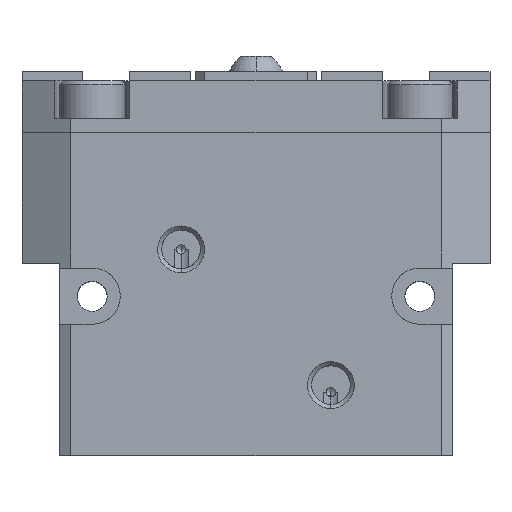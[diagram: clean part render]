
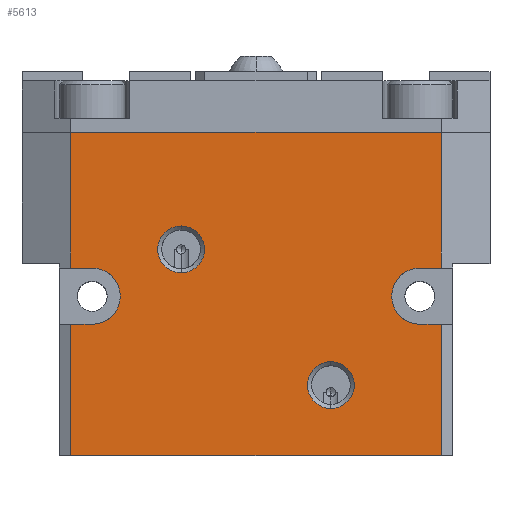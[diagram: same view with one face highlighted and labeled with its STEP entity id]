
A CAD part, top view. The second image highlights one B-rep face of the part: STEP entity #5613.
In plain terms, the highlighted planar face has unit normal (0, 0, 1).
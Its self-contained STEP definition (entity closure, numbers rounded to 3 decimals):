
#2025 = VERTEX_POINT( '', #5854 );
#2213 = VERTEX_POINT( '', #6064 );
#2475 = VERTEX_POINT( '', #6352 );
#2801 = VERTEX_POINT( '', #6712 );
#3049 = EDGE_CURVE( '', #3707, #2213, #6995, .T. );
#3093 = EDGE_CURVE( '', #2475, #3761, #7041, .T. );
#3151 = VERTEX_POINT( '', #7105 );
#3417 = VERTEX_POINT( '', #7417 );
#3527 = EDGE_CURVE( '', #5281, #4231, #7542, .T. );
#3593 = EDGE_CURVE( '', #4231, #5281, #7615, .T. );
#3665 = VERTEX_POINT( '', #7697 );
#3703 = VERTEX_POINT( '', #7738 );
#3707 = VERTEX_POINT( '', #7742 );
#3727 = EDGE_CURVE( '', #2025, #2801, #7762, .T. );
#3755 = VERTEX_POINT( '', #7796 );
#3757 = EDGE_CURVE( '', #3755, #3707, #7798, .T. );
#3761 = VERTEX_POINT( '', #7802 );
#3969 = VERTEX_POINT( '', #8033 );
#4013 = EDGE_CURVE( '', #3417, #3755, #8080, .T. );
#4141 = EDGE_CURVE( '', #4657, #3665, #8224, .T. );
#4231 = VERTEX_POINT( '', #8325 );
#4287 = EDGE_CURVE( '', #3969, #3151, #8386, .T. );
#4657 = VERTEX_POINT( '', #8792 );
#4889 = EDGE_CURVE( '', #5371, #3417, #9051, .T. );
#5103 = EDGE_CURVE( '', #2801, #2025, #9282, .T. );
#5137 = EDGE_CURVE( '', #3761, #3969, #9317, .T. );
#5275 = EDGE_CURVE( '', #5371, #3665, #9467, .T. );
#5281 = VERTEX_POINT( '', #9473 );
#5371 = VERTEX_POINT( '', #9572 );
#5613 = ADVANCED_FACE( '', ( #9836, #9837, #9838 ), #9839, .T. );
#5621 = EDGE_CURVE( '', #3703, #4657, #9847, .T. );
#5653 = EDGE_CURVE( '', #2213, #2475, #9884, .T. );
#5705 = EDGE_CURVE( '', #3151, #3703, #9942, .T. );
#5854 = CARTESIAN_POINT( '', ( -8., 19.5, 16. ) );
#6064 = CARTESIAN_POINT( '', ( 19.804, 20., 16. ) );
#6352 = CARTESIAN_POINT( '', ( 19.804, 34.49, 16. ) );
#6712 = CARTESIAN_POINT( '', ( -8., 24.5, 16. ) );
#6995 = LINE( '', #11843, #11844 );
#7041 = LINE( '', #11914, #11915 );
#7105 = CARTESIAN_POINT( '', ( -17.5, 20., 16. ) );
#7417 = CARTESIAN_POINT( '', ( 19.804, 14., 16. ) );
#7542 = CIRCLE( '', #12672, 2.5 );
#7615 = CIRCLE( '', #12767, 2.5 );
#7697 = CARTESIAN_POINT( '', ( -19.804, 0., 16. ) );
#7738 = CARTESIAN_POINT( '', ( -17.5, 14., 16. ) );
#7742 = CARTESIAN_POINT( '', ( 17.5, 20., 16. ) );
#7762 = CIRCLE( '', #12974, 2.5 );
#7796 = CARTESIAN_POINT( '', ( 17.5, 14., 16. ) );
#7798 = CIRCLE( '', #13021, 3. );
#7802 = CARTESIAN_POINT( '', ( -19.804, 34.49, 16. ) );
#8033 = CARTESIAN_POINT( '', ( -19.804, 20., 16. ) );
#8080 = LINE( '', #13422, #13423 );
#8224 = LINE( '', #13627, #13628 );
#8325 = CARTESIAN_POINT( '', ( 8., 5., 16. ) );
#8386 = LINE( '', #13845, #13846 );
#8792 = CARTESIAN_POINT( '', ( -19.804, 14., 16. ) );
#9051 = LINE( '', #14794, #14795 );
#9282 = CIRCLE( '', #15132, 2.5 );
#9317 = LINE( '', #15184, #15185 );
#9467 = LINE( '', #15427, #15428 );
#9473 = CARTESIAN_POINT( '', ( 8., 10., 16. ) );
#9572 = CARTESIAN_POINT( '', ( 19.804, 0., 16. ) );
#9836 = FACE_OUTER_BOUND( '', #15964, .T. );
#9837 = FACE_BOUND( '', #15965, .T. );
#9838 = FACE_BOUND( '', #15966, .T. );
#9839 = PLANE( '', #15967 );
#9847 = LINE( '', #15976, #15977 );
#9884 = LINE( '', #16068, #16069 );
#9942 = CIRCLE( '', #16143, 3. );
#11843 = CARTESIAN_POINT( '', ( 26.25, 20., 16. ) );
#11844 = VECTOR( '', #17606, 1. );
#11914 = CARTESIAN_POINT( '', ( 12.5, 34.49, 16. ) );
#11915 = VECTOR( '', #17647, 1. );
#12672 = AXIS2_PLACEMENT_3D( '', #18292, #18293, #18294 );
#12767 = AXIS2_PLACEMENT_3D( '', #18373, #18374, #18375 );
#12974 = AXIS2_PLACEMENT_3D( '', #18538, #18539, #18540 );
#13021 = AXIS2_PLACEMENT_3D( '', #18601, #18602, #18603 );
#13422 = CARTESIAN_POINT( '', ( 21.25, 14., 16. ) );
#13423 = VECTOR( '', #18905, 1. );
#13627 = CARTESIAN_POINT( '', ( -19.804, 20., 16. ) );
#13628 = VECTOR( '', #19073, 1. );
#13845 = CARTESIAN_POINT( '', ( 3.75, 20., 16. ) );
#13846 = VECTOR( '', #19240, 1. );
#14794 = CARTESIAN_POINT( '', ( 19.804, 20., 16. ) );
#14795 = VECTOR( '', #19983, 1. );
#15132 = AXIS2_PLACEMENT_3D( '', #20193, #20194, #20195 );
#15184 = CARTESIAN_POINT( '', ( -19.804, 20., 16. ) );
#15185 = VECTOR( '', #20221, 1. );
#15427 = CARTESIAN_POINT( '', ( 25., 0., 16. ) );
#15428 = VECTOR( '', #20352, 1. );
#15964 = EDGE_LOOP( '', ( #20720, #20721, #20722, #20723, #20724, #20725, #20726, #20727, #20728, #20729, #20730, #20731 ) );
#15965 = EDGE_LOOP( '', ( #20732, #20733 ) );
#15966 = EDGE_LOOP( '', ( #20734, #20735 ) );
#15967 = AXIS2_PLACEMENT_3D( '', #20736, #20737, #20738 );
#15976 = CARTESIAN_POINT( '', ( -1.25, 14., 16. ) );
#15977 = VECTOR( '', #20739, 1. );
#16068 = CARTESIAN_POINT( '', ( 19.804, 20., 16. ) );
#16069 = VECTOR( '', #20790, 1. );
#16143 = AXIS2_PLACEMENT_3D( '', #20860, #20861, #20862 );
#17606 = DIRECTION( '', ( 1., 0., 0. ) );
#17647 = DIRECTION( '', ( -1., 0., 0. ) );
#18292 = CARTESIAN_POINT( '', ( 8., 7.5, 16. ) );
#18293 = DIRECTION( '', ( 0., 0., -1. ) );
#18294 = DIRECTION( '', ( 0., 1., 0. ) );
#18373 = CARTESIAN_POINT( '', ( 8., 7.5, 16. ) );
#18374 = DIRECTION( '', ( 0., 0., -1. ) );
#18375 = DIRECTION( '', ( 0., 1., 0. ) );
#18538 = CARTESIAN_POINT( '', ( -8., 22., 16. ) );
#18539 = DIRECTION( '', ( 0., 0., -1. ) );
#18540 = DIRECTION( '', ( 0., 1., 0. ) );
#18601 = CARTESIAN_POINT( '', ( 17.5, 17., 16. ) );
#18602 = DIRECTION( '', ( 0., 0., -1. ) );
#18603 = DIRECTION( '', ( 0., 1., 0. ) );
#18905 = DIRECTION( '', ( -1., 0., 0. ) );
#19073 = DIRECTION( '', ( 0., -1., 0. ) );
#19240 = DIRECTION( '', ( 1., 0., 0. ) );
#19983 = DIRECTION( '', ( 0., 1., 0. ) );
#20193 = CARTESIAN_POINT( '', ( -8., 22., 16. ) );
#20194 = DIRECTION( '', ( 0., 0., -1. ) );
#20195 = DIRECTION( '', ( 0., 1., 0. ) );
#20221 = DIRECTION( '', ( 0., -1., 0. ) );
#20352 = DIRECTION( '', ( -1., 0., 0. ) );
#20720 = ORIENTED_EDGE( '', *, *, #3093, .T. );
#20721 = ORIENTED_EDGE( '', *, *, #5137, .T. );
#20722 = ORIENTED_EDGE( '', *, *, #4287, .T. );
#20723 = ORIENTED_EDGE( '', *, *, #5705, .T. );
#20724 = ORIENTED_EDGE( '', *, *, #5621, .T. );
#20725 = ORIENTED_EDGE( '', *, *, #4141, .T. );
#20726 = ORIENTED_EDGE( '', *, *, #5275, .F. );
#20727 = ORIENTED_EDGE( '', *, *, #4889, .T. );
#20728 = ORIENTED_EDGE( '', *, *, #4013, .T. );
#20729 = ORIENTED_EDGE( '', *, *, #3757, .T. );
#20730 = ORIENTED_EDGE( '', *, *, #3049, .T. );
#20731 = ORIENTED_EDGE( '', *, *, #5653, .T. );
#20732 = ORIENTED_EDGE( '', *, *, #3527, .T. );
#20733 = ORIENTED_EDGE( '', *, *, #3593, .T. );
#20734 = ORIENTED_EDGE( '', *, *, #5103, .T. );
#20735 = ORIENTED_EDGE( '', *, *, #3727, .T. );
#20736 = CARTESIAN_POINT( '', ( 25., 40., 16. ) );
#20737 = DIRECTION( '', ( 0., 0., 1. ) );
#20738 = DIRECTION( '', ( 0., 1., 0. ) );
#20739 = DIRECTION( '', ( -1., 0., 0. ) );
#20790 = DIRECTION( '', ( 0., 1., 0. ) );
#20860 = CARTESIAN_POINT( '', ( -17.5, 17., 16. ) );
#20861 = DIRECTION( '', ( 0., 0., -1. ) );
#20862 = DIRECTION( '', ( 0., -1., 0. ) );
